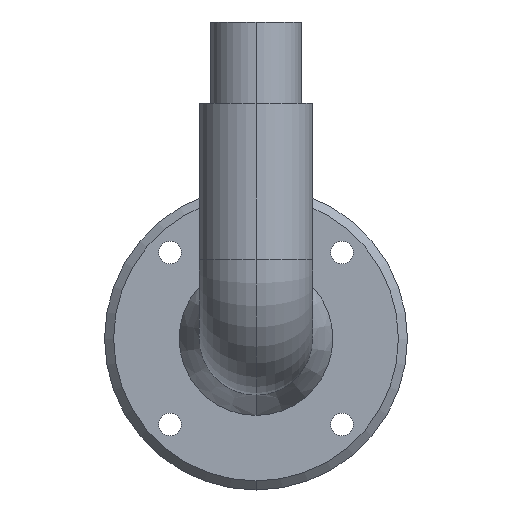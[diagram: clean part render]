
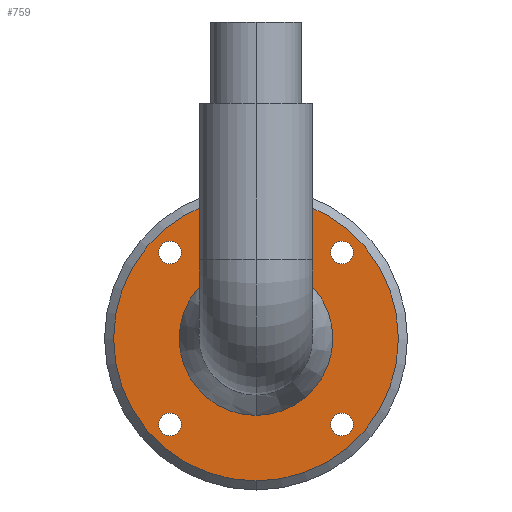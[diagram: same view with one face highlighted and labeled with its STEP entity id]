
A CAD part, front view. The second image highlights one B-rep face of the part: STEP entity #759.
In plain terms, the highlighted planar face has unit normal (0, -1, 0).
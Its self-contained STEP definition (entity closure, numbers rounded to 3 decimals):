
#314=CARTESIAN_POINT('',(0.0,-21.,-31.5));
#315=VERTEX_POINT('',#314);
#323=CARTESIAN_POINT('',(0.,-21.,31.5));
#324=VERTEX_POINT('',#323);
#331=CARTESIAN_POINT('',(0.0,-21.,0.));
#332=DIRECTION('',(0.0,1.0,0.0));
#333=DIRECTION('',(0.0,0.0,-1.0));
#334=AXIS2_PLACEMENT_3D('',#331,#332,#333);
#335=CIRCLE('',#334,31.5);
#336=EDGE_CURVE('',#324,#315,#335,.T.);
#346=CARTESIAN_POINT('',(0.0,-21.,-17.001));
#347=VERTEX_POINT('',#346);
#356=CARTESIAN_POINT('',(0.,-21.,17.001));
#357=VERTEX_POINT('',#356);
#358=CARTESIAN_POINT('',(0.0,-21.,0.));
#359=DIRECTION('',(0.0,1.0,0.0));
#360=DIRECTION('',(0.0,0.0,-1.0));
#361=AXIS2_PLACEMENT_3D('',#358,#359,#360);
#362=CIRCLE('',#361,17.001);
#363=EDGE_CURVE('',#357,#347,#362,.T.);
#418=CARTESIAN_POINT('',(21.5,-21.,19.));
#419=VERTEX_POINT('',#418);
#435=CARTESIAN_POINT('',(16.5,-21.,19.));
#436=VERTEX_POINT('',#435);
#443=CARTESIAN_POINT('',(19.0,-21.,19.));
#444=DIRECTION('',(0.0,1.0,0.0));
#445=DIRECTION('',(1.0,0.0,0.0));
#446=AXIS2_PLACEMENT_3D('',#443,#444,#445);
#447=CIRCLE('',#446,2.5);
#448=EDGE_CURVE('',#419,#436,#447,.T.);
#460=CARTESIAN_POINT('',(19.,-21.,-21.5));
#461=VERTEX_POINT('',#460);
#477=CARTESIAN_POINT('',(19.,-21.,-16.5));
#478=VERTEX_POINT('',#477);
#485=CARTESIAN_POINT('',(19.,-21.,-19.));
#486=DIRECTION('',(0.0,1.0,0.0));
#487=DIRECTION('',(0.0,0.0,-1.0));
#488=AXIS2_PLACEMENT_3D('',#485,#486,#487);
#489=CIRCLE('',#488,2.5);
#490=EDGE_CURVE('',#461,#478,#489,.T.);
#502=CARTESIAN_POINT('',(-21.5,-21.,-19.));
#503=VERTEX_POINT('',#502);
#519=CARTESIAN_POINT('',(-16.5,-21.,-19.));
#520=VERTEX_POINT('',#519);
#527=CARTESIAN_POINT('',(-19.0,-21.,-19.));
#528=DIRECTION('',(0.0,1.0,0.0));
#529=DIRECTION('',(-1.0,0.0,0.0));
#530=AXIS2_PLACEMENT_3D('',#527,#528,#529);
#531=CIRCLE('',#530,2.5);
#532=EDGE_CURVE('',#503,#520,#531,.T.);
#544=CARTESIAN_POINT('',(-19.,-21.,21.5));
#545=VERTEX_POINT('',#544);
#561=CARTESIAN_POINT('',(-19.,-21.,16.5));
#562=VERTEX_POINT('',#561);
#569=CARTESIAN_POINT('',(-19.,-21.,19.0));
#570=DIRECTION('',(0.0,1.0,0.0));
#571=DIRECTION('',(0.0,0.0,1.0));
#572=AXIS2_PLACEMENT_3D('',#569,#570,#571);
#573=CIRCLE('',#572,2.5);
#574=EDGE_CURVE('',#545,#562,#573,.T.);
#585=CARTESIAN_POINT('',(-19.,-21.,19.0));
#586=DIRECTION('',(0.0,1.0,0.0));
#587=DIRECTION('',(0.0,0.0,1.0));
#588=AXIS2_PLACEMENT_3D('',#585,#586,#587);
#589=CIRCLE('',#588,2.5);
#590=EDGE_CURVE('',#562,#545,#589,.T.);
#609=CARTESIAN_POINT('',(-19.0,-21.,-19.));
#610=DIRECTION('',(0.0,1.0,0.0));
#611=DIRECTION('',(-1.0,0.0,0.0));
#612=AXIS2_PLACEMENT_3D('',#609,#610,#611);
#613=CIRCLE('',#612,2.5);
#614=EDGE_CURVE('',#520,#503,#613,.T.);
#633=CARTESIAN_POINT('',(19.,-21.,-19.));
#634=DIRECTION('',(0.0,1.0,0.0));
#635=DIRECTION('',(0.0,0.0,-1.0));
#636=AXIS2_PLACEMENT_3D('',#633,#634,#635);
#637=CIRCLE('',#636,2.5);
#638=EDGE_CURVE('',#478,#461,#637,.T.);
#657=CARTESIAN_POINT('',(19.0,-21.,19.));
#658=DIRECTION('',(0.0,1.0,0.0));
#659=DIRECTION('',(1.0,0.0,0.0));
#660=AXIS2_PLACEMENT_3D('',#657,#658,#659);
#661=CIRCLE('',#660,2.5);
#662=EDGE_CURVE('',#436,#419,#661,.T.);
#714=CARTESIAN_POINT('',(0.0,-21.,0.));
#715=DIRECTION('',(0.0,1.0,0.0));
#716=DIRECTION('',(0.0,0.0,-1.0));
#717=AXIS2_PLACEMENT_3D('',#714,#715,#716);
#718=CIRCLE('',#717,17.001);
#719=EDGE_CURVE('',#347,#357,#718,.T.);
#724=CARTESIAN_POINT('',(0.0,-21.,-24.25));
#725=DIRECTION('',(0.0,-1.0,0.0));
#726=DIRECTION('',(1.0,0.0,0.0));
#727=AXIS2_PLACEMENT_3D('',#724,#725,#726);
#728=PLANE('',#727);
#729=CARTESIAN_POINT('',(0.0,-21.,0.));
#730=DIRECTION('',(0.0,1.0,0.0));
#731=DIRECTION('',(0.0,0.0,-1.0));
#732=AXIS2_PLACEMENT_3D('',#729,#730,#731);
#733=CIRCLE('',#732,31.5);
#734=EDGE_CURVE('',#315,#324,#733,.T.);
#735=ORIENTED_EDGE('',*,*,#734,.F.);
#736=ORIENTED_EDGE('',*,*,#336,.F.);
#737=EDGE_LOOP('',(#735,#736));
#738=FACE_OUTER_BOUND('',#737,.T.);
#739=ORIENTED_EDGE('',*,*,#590,.T.);
#740=ORIENTED_EDGE('',*,*,#574,.T.);
#741=EDGE_LOOP('',(#739,#740));
#742=FACE_BOUND('',#741,.T.);
#743=ORIENTED_EDGE('',*,*,#614,.T.);
#744=ORIENTED_EDGE('',*,*,#532,.T.);
#745=EDGE_LOOP('',(#743,#744));
#746=FACE_BOUND('',#745,.T.);
#747=ORIENTED_EDGE('',*,*,#638,.T.);
#748=ORIENTED_EDGE('',*,*,#490,.T.);
#749=EDGE_LOOP('',(#747,#748));
#750=FACE_BOUND('',#749,.T.);
#751=ORIENTED_EDGE('',*,*,#662,.T.);
#752=ORIENTED_EDGE('',*,*,#448,.T.);
#753=EDGE_LOOP('',(#751,#752));
#754=FACE_BOUND('',#753,.T.);
#755=ORIENTED_EDGE('',*,*,#719,.T.);
#756=ORIENTED_EDGE('',*,*,#363,.T.);
#757=EDGE_LOOP('',(#755,#756));
#758=FACE_BOUND('',#757,.T.);
#759=ADVANCED_FACE('',(#738,#742,#746,#750,#754,#758),#728,.T.);
